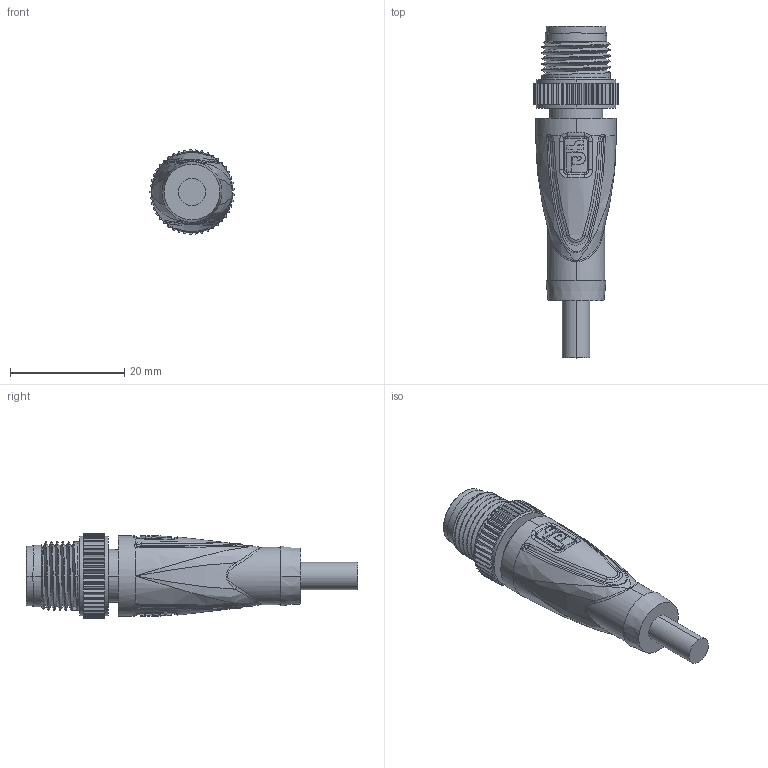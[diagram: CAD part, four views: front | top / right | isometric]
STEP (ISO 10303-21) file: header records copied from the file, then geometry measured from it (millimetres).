
FILE_DESCRIPTION((''),'2;1');
FILE_NAME('DM_CAD-0856','2014-01-13T',('creinig-se'),(''),'PRO/ENGINEER BY PARAMETRIC TECHNOLOGY CORPORATION, 2013050','PRO/ENGINEER BY PARAMETRIC TECHNOLOGY CORPORATION, 2013050','');
FILE_SCHEMA(('CONFIG_CONTROL_DESIGN'));
Length unit declared in the file: millimetre
Products named in the file (1): DM_CAD-0856
Bounding box: 14.79 x 58.2 x 14.8 mm (x, y, z)
Volume: 5293.4 mm3; surface area: 3873.3 mm2
Topology: 1 solids, 1 shells, 497 faces, 1182 edges, 705 vertices
Faces by surface type: plane 246, cylinder 111, bspline 105, cone 15, torus 12, sphere 8
Entity records: 27418 total; most frequent: CARTESIAN_POINT 12124, ORIENTED_EDGE 2364, DIRECTION 2193, EDGE_CURVE 1182, AXIS2_PLACEMENT_3D 864, VERTEX_POINT 705, FILL_AREA_STYLE_COLOUR 665, FILL_AREA_STYLE 665
